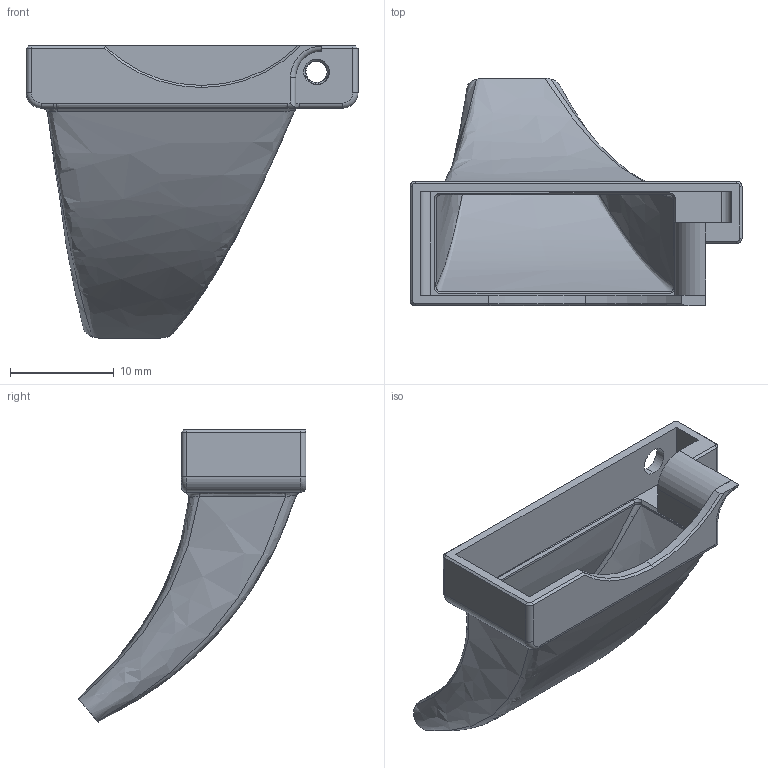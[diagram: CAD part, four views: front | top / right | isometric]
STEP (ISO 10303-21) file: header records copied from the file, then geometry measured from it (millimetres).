
FILE_DESCRIPTION (( 'STEP AP214' ), '1' );
FILE_NAME ('000062 - Fanguide.STEP', '2019-10-05T11:09:15', ( '' ), ( '' ), 'SwSTEP 2.0', 'SolidWorks 2014', '' );
FILE_SCHEMA (( 'AUTOMOTIVE_DESIGN' ));
Length unit declared in the file: millimetre
Products named in the file (1): 000062 - Fanguide
Bounding box: 32 x 21.96 x 28.15 mm (x, y, z)
Volume: 1033.7 mm3; surface area: 3368.9 mm2
Topology: 1 solids, 1 shells, 114 faces, 296 edges, 183 vertices
Faces by surface type: bspline 41, cylinder 29, plane 27, cone 12, torus 5
Entity records: 21124 total; most frequent: CARTESIAN_POINT 18646, ORIENTED_EDGE 592, DIRECTION 392, EDGE_CURVE 296, VERTEX_POINT 183, AXIS2_PLACEMENT_3D 142, EDGE_LOOP 119, ADVANCED_FACE 114
